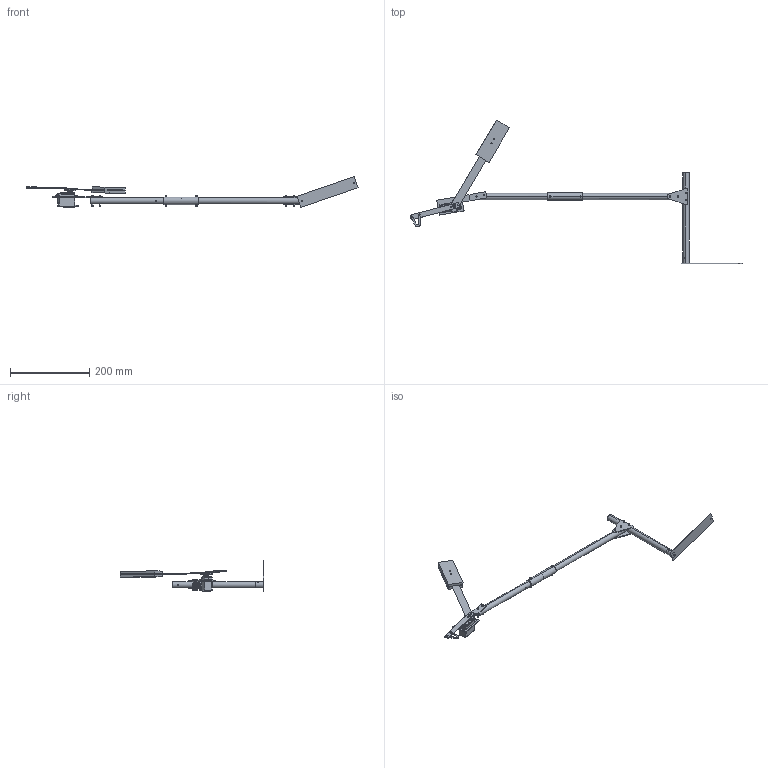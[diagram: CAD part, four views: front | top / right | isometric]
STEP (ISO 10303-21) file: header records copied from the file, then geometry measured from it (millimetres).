
FILE_DESCRIPTION (( 'STEP AP214' ), '1' );
FILE_NAME ('Team 26 Crane Assembly.STEP', '2018-05-08T09:30:06', ( '' ), ( '' ), 'SwSTEP 2.0', 'SolidWorks 2017', '' );
FILE_SCHEMA (( 'AUTOMOTIVE_DESIGN' ));
Length unit declared in the file: inch
Products named in the file (16): BaseV3; BasePlug; hs-422_horn_4wings_sws; bracket_v1; CounterWeightArm; Loop; CounterWeight; Second_Half_Main_Arm_Base; WeightArm; Matched Servo Mount; hs-422_sws; rod_connector_v1; bracket_pin_v1; main_arm_base_connected_v1; Team 26 Crane Assembly; support_arm_v2
Assembly tree (24 placements, depth 2):
  Team 26 Crane Assembly
    support_arm_v2
    bracket_v1  x2
    bracket_pin_v1  x8
    main_arm_base_connected_v1
    Second_Half_Main_Arm_Base
    hs-422_sws
    hs-422_horn_4wings_sws
    rod_connector_v1
    Matched Servo Mount
    WeightArm
    CounterWeightArm
    CounterWeight  x2
    Loop
    BasePlug
    BaseV3
Bounding box: 839.09 x 363.5 x 78.44 mm (x, y, z)
Volume: 176639.5 mm3; surface area: 146434.4 mm2
Topology: 24 solids, 24 shells, 992 faces, 2732 edges, 1774 vertices
Faces by surface type: cylinder 487, plane 409, bspline 84, torus 12
Entity records: 34656 total; most frequent: CARTESIAN_POINT 10989, ORIENTED_EDGE 4128, DIRECTION 3706, EDGE_CURVE 2064, VERTEX_POINT 1338, AXIS2_PLACEMENT_3D 1239, VECTOR 1228, LINE 1228
